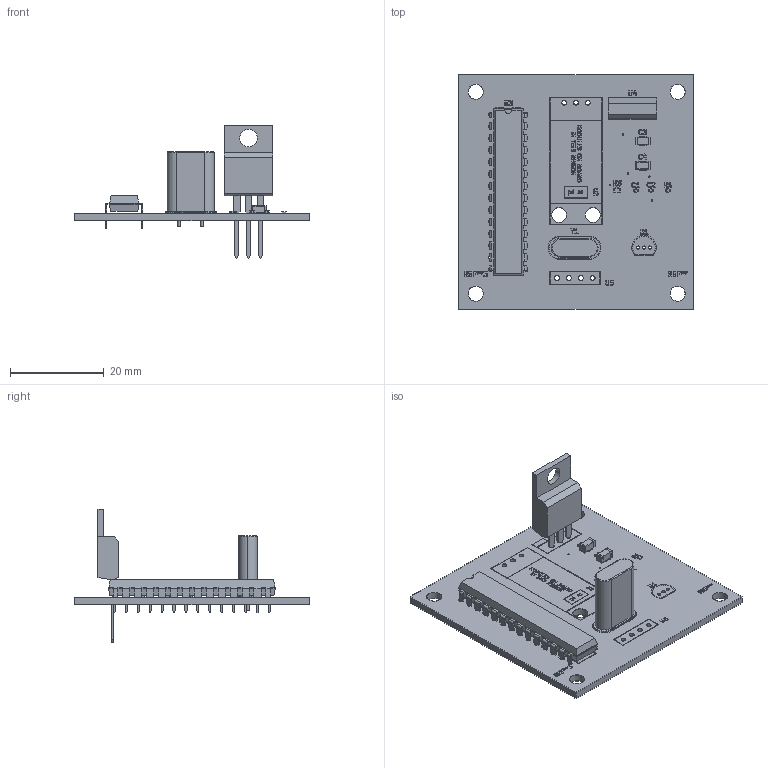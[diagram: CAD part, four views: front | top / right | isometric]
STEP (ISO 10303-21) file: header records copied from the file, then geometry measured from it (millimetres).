
FILE_DESCRIPTION(('KiCad electronic assembly'),'2;1');
FILE_NAME('helioHydration_indicator.step','2026-01-04T14:50:55',( 'Pcbnew'),('Kicad'),'Open CASCADE STEP processor 7.8', 'KiCad to STEP converter','Unknown');
FILE_SCHEMA(('AUTOMOTIVE_DESIGN { 1 0 10303 214 1 1 1 1 }'));
Length unit declared in the file: millimetre
Products named in the file (11): helioHydration_indicator 1; C_0402_1005Metric; TO-220-3_Vertical; C_1206_3216Metric; R_0402_1005Metric; DIP-28_W7.62mm; R_0603_1608Metric; Crystal_HC49-U_Vertical; helioHydration_indicator_silkscreen; helioHydration_indicator_soldermask; helioHydration_indicator_PCB
Assembly tree (12 placements, depth 2):
  helioHydration_indicator 1
    C_0402_1005Metric  x2
    TO-220-3_Vertical
    C_1206_3216Metric  x2
    R_0402_1005Metric
    DIP-28_W7.62mm
    R_0603_1608Metric
    Crystal_HC49-U_Vertical
    helioHydration_indicator_silkscreen
    helioHydration_indicator_soldermask
    helioHydration_indicator_PCB
Bounding box: 50 x 50 x 28.52 mm (x, y, z)
Volume: 5376.7 mm3; surface area: 12464.3 mm2
Topology: 10 solids, 106 shells, 884 faces, 3566 edges, 2810 vertices
Faces by surface type: plane 650, cylinder 190, bspline 40, torus 4
Full cylindrical faces by diameter (mm): 0.3 x7, 0.5 x2, 0.7 x3, 0.8 x30, 1 x7, 1.1 x3, 3.2 x6, 3.735 x1
Entity records: 42192 total; most frequent: CARTESIAN_POINT 7413, DIRECTION 5842, ORIENTED_EDGE 5416, EDGE_CURVE 3422, VERTEX_POINT 2714, LINE 2566, VECTOR 2566, AXIS2_PLACEMENT_3D 1638
